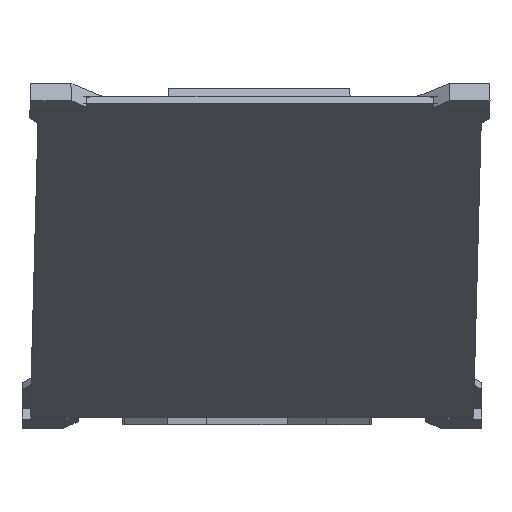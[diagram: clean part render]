
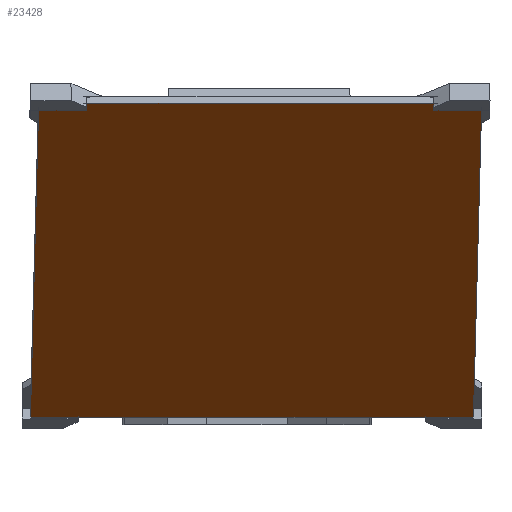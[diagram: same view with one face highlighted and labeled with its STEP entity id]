
A CAD part, top view. The second image highlights one B-rep face of the part: STEP entity #23428.
In plain terms, the highlighted face is planar.
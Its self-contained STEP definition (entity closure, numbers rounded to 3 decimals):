
#3569=FACE_OUTER_BOUND('',#5011,.T.);
#5011=EDGE_LOOP('',(#21555,#21556,#21557,#21558));
#7027=LINE('',#45277,#9050);
#7030=LINE('',#45283,#9053);
#7033=LINE('',#45289,#9056);
#7036=LINE('',#45293,#9059);
#9050=VECTOR('',#27860,10.);
#9053=VECTOR('',#27865,10.);
#9056=VECTOR('',#27870,10.);
#9059=VECTOR('',#27875,10.);
#11350=VERTEX_POINT('',#45274);
#11351=VERTEX_POINT('',#45276);
#11353=VERTEX_POINT('',#45282);
#11355=VERTEX_POINT('',#45288);
#14751=EDGE_CURVE('',#11351,#11350,#7027,.T.);
#14754=EDGE_CURVE('',#11353,#11351,#7030,.T.);
#14757=EDGE_CURVE('',#11355,#11353,#7033,.T.);
#14760=EDGE_CURVE('',#11350,#11355,#7036,.T.);
#21555=ORIENTED_EDGE('',*,*,#14760,.T.);
#21556=ORIENTED_EDGE('',*,*,#14757,.T.);
#21557=ORIENTED_EDGE('',*,*,#14754,.T.);
#21558=ORIENTED_EDGE('',*,*,#14751,.T.);
#22143=PLANE('',#24290);
#23428=ADVANCED_FACE('',(#3569),#22143,.T.);
#24290=AXIS2_PLACEMENT_3D('',#45294,#27876,#27877);
#27860=DIRECTION('',(0.,1.,0.));
#27865=DIRECTION('',(1.,0.,0.));
#27870=DIRECTION('',(0.,-1.,0.));
#27875=DIRECTION('',(-1.,0.,0.));
#27876=DIRECTION('center_axis',(0.,0.,1.));
#27877=DIRECTION('ref_axis',(1.,0.,0.));
#45274=CARTESIAN_POINT('',(55.,68.,2.));
#45276=CARTESIAN_POINT('',(55.,-68.,2.));
#45277=CARTESIAN_POINT('',(55.,-68.,2.));
#45282=CARTESIAN_POINT('',(-55.,-68.,2.));
#45283=CARTESIAN_POINT('',(-55.,-68.,2.));
#45288=CARTESIAN_POINT('',(-55.,68.,2.));
#45289=CARTESIAN_POINT('',(-55.,68.,2.));
#45293=CARTESIAN_POINT('',(55.,68.,2.));
#45294=CARTESIAN_POINT('Origin',(0.,0.,
2.));
